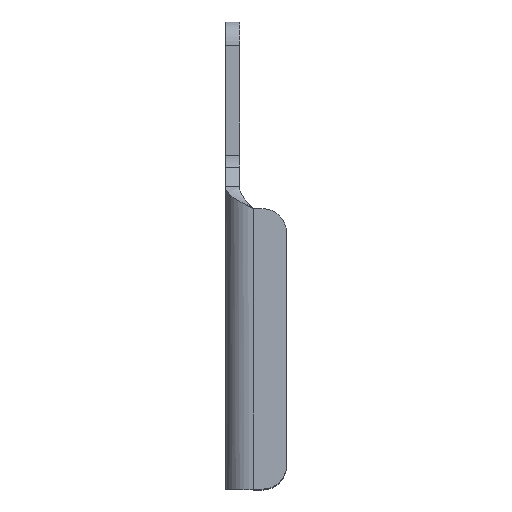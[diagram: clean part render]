
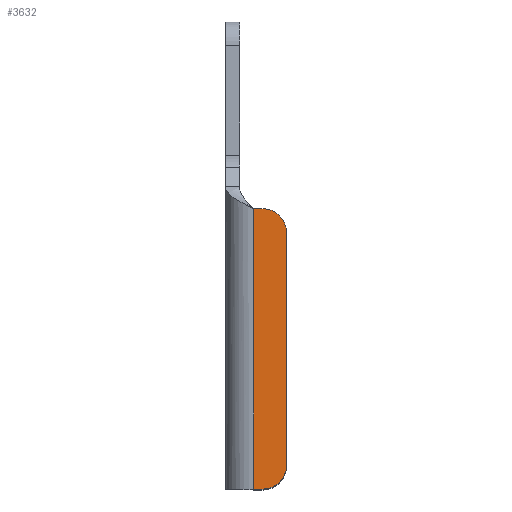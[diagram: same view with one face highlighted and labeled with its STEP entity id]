
A CAD part, top view. The second image highlights one B-rep face of the part: STEP entity #3632.
In plain terms, the highlighted planar face has unit normal (0, 0, 1).
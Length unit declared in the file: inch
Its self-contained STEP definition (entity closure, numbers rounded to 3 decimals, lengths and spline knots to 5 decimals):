
#825=DIRECTION('',(0.,-1.,0.));
#826=VECTOR('',#825,1.5);
#827=CARTESIAN_POINT('',(0.075,1.1,1.4));
#828=LINE('',#827,#826);
#847=CARTESIAN_POINT('',(0.125,-0.275,1.4));
#848=DIRECTION('',(0.,0.,1.));
#849=DIRECTION('',(0.,-1.,0.));
#850=AXIS2_PLACEMENT_3D('',#847,#848,#849);
#852=DIRECTION('',(1.,0.,0.));
#853=VECTOR('',#852,0.05);
#854=CARTESIAN_POINT('',(0.075,-0.4,1.4));
#855=LINE('',#854,#853);
#856=DIRECTION('',(-1.,0.,0.));
#857=VECTOR('',#856,0.05);
#858=CARTESIAN_POINT('',(0.125,1.1,1.4));
#859=LINE('',#858,#857);
#860=CARTESIAN_POINT('',(0.125,0.975,1.4));
#861=DIRECTION('',(0.,0.,1.));
#862=DIRECTION('',(1.,0.,0.));
#863=AXIS2_PLACEMENT_3D('',#860,#861,#862);
#865=DIRECTION('',(0.,1.,0.));
#866=VECTOR('',#865,1.25);
#867=CARTESIAN_POINT('',(0.25,-0.275,1.4));
#868=LINE('',#867,#866);
#2168=CARTESIAN_POINT('',(0.075,1.1,1.4));
#2169=CARTESIAN_POINT('',(0.075,-0.4,1.4));
#2170=VERTEX_POINT('',#2168);
#2171=VERTEX_POINT('',#2169);
#2209=CARTESIAN_POINT('',(0.125,-0.4,1.4));
#2210=VERTEX_POINT('',#2209);
#2211=CARTESIAN_POINT('',(0.25,-0.275,1.4));
#2212=VERTEX_POINT('',#2211);
#2217=CARTESIAN_POINT('',(0.25,0.975,1.4));
#2218=VERTEX_POINT('',#2217);
#2219=CARTESIAN_POINT('',(0.125,1.1,1.4));
#2220=VERTEX_POINT('',#2219);
#3616=CARTESIAN_POINT('',(0.,0.7436,1.4));
#3617=DIRECTION('',(0.,0.,1.));
#3618=DIRECTION('',(0.,-1.,0.));
#3619=AXIS2_PLACEMENT_3D('',#3616,#3617,#3618);
#3620=PLANE('',#3619);
#3621=ORIENTED_EDGE('',*,*,#3088,.F.);
#3622=ORIENTED_EDGE('',*,*,#3104,.F.);
#3623=ORIENTED_EDGE('',*,*,#3608,.F.);
#3625=ORIENTED_EDGE('',*,*,#3624,.F.);
#3627=ORIENTED_EDGE('',*,*,#3626,.F.);
#3629=ORIENTED_EDGE('',*,*,#3628,.F.);
#3630=EDGE_LOOP('',(#3621,#3622,#3623,#3625,#3627,#3629));
#3631=FACE_OUTER_BOUND('',#3630,.F.);
#3632=ADVANCED_FACE('',(#3631),#3620,.T.);
#851=CIRCLE('',#850,0.125);
#864=CIRCLE('',#863,0.125);
#3088=EDGE_CURVE('',#2210,#2212,#851,.T.);
#3104=EDGE_CURVE('',#2171,#2210,#855,.T.);
#3608=EDGE_CURVE('',#2170,#2171,#828,.T.);
#3624=EDGE_CURVE('',#2220,#2170,#859,.T.);
#3626=EDGE_CURVE('',#2218,#2220,#864,.T.);
#3628=EDGE_CURVE('',#2212,#2218,#868,.T.);
